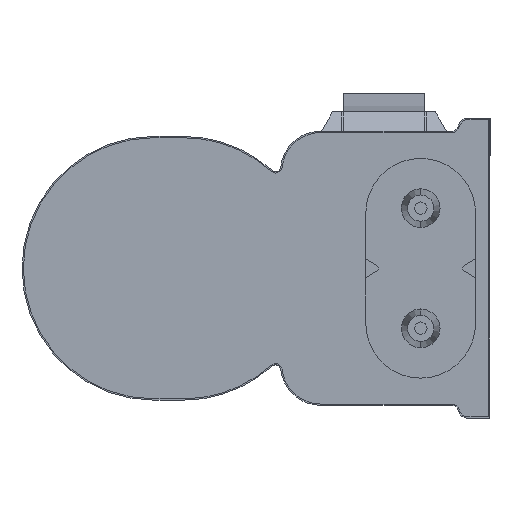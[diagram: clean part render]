
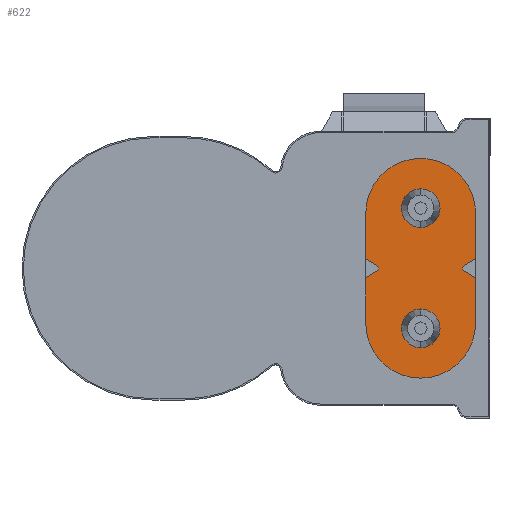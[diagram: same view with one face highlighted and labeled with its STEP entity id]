
A CAD part, left-side view. The second image highlights one B-rep face of the part: STEP entity #622.
In plain terms, the highlighted planar face has unit normal (-1, 0, 0).
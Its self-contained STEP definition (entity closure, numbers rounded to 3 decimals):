
#1 = CARTESIAN_POINT ( 'NONE',  ( -577., 5.263, 4.25 ) ) ;
#18 = DIRECTION ( 'NONE',  ( -1., 0., 0. ) ) ;
#40 = LINE ( 'NONE', #3970, #2530 ) ;
#59 = DIRECTION ( 'NONE',  ( 0., 0., -1. ) ) ;
#63 = CARTESIAN_POINT ( 'NONE',  ( -577., 5.263, 3.148 ) ) ;
#138 = AXIS2_PLACEMENT_3D ( 'NONE', #442, #2727, #767 ) ;
#177 = DIRECTION ( 'NONE',  ( 0., 0., -1. ) ) ;
#185 = ORIENTED_EDGE ( 'NONE', *, *, #2608, .F. ) ;
#202 = AXIS2_PLACEMENT_3D ( 'NONE', #2504, #550, #2827 ) ;
#219 = CARTESIAN_POINT ( 'NONE',  ( -577., 9.513, -0.75 ) ) ;
#248 = VERTEX_POINT ( 'NONE', #2442 ) ;
#277 = DIRECTION ( 'NONE',  ( 0., 0.848, 0.53 ) ) ;
#286 = ORIENTED_EDGE ( 'NONE', *, *, #572, .T. ) ;
#288 = VECTOR ( 'NONE', #4149, 1000. ) ;
#365 = VECTOR ( 'NONE', #2637, 1000. ) ;
#384 = ORIENTED_EDGE ( 'NONE', *, *, #2690, .T. ) ;
#397 = CIRCLE ( 'NONE', #202, 1.5 ) ;
#412 = CARTESIAN_POINT ( 'NONE',  ( -577., 9.513, -4.25 ) ) ;
#428 = DIRECTION ( 'NONE',  ( 0., -0.848, -0.53 ) ) ;
#442 = CARTESIAN_POINT ( 'NONE',  ( -577., 5.263, 4.648 ) ) ;
#465 = LINE ( 'NONE', #683, #365 ) ;
#516 = EDGE_CURVE ( 'NONE', #1376, #4023, #1887, .T. ) ;
#528 = ORIENTED_EDGE ( 'NONE', *, *, #3844, .F. ) ;
#550 = DIRECTION ( 'NONE',  ( -1., 0., 0. ) ) ;
#572 = EDGE_CURVE ( 'NONE', #1053, #3050, #922, .T. ) ;
#622 = ADVANCED_FACE ( 'NONE', ( #4003, #1585, #2380 ), #1978, .T. ) ;
#624 = CARTESIAN_POINT ( 'NONE',  ( -577., 5.263, 4.25 ) ) ;
#683 = CARTESIAN_POINT ( 'NONE',  ( -577., 1.013, 4.25 ) ) ;
#766 = CIRCLE ( 'NONE', #4190, 1.5 ) ;
#767 = DIRECTION ( 'NONE',  ( 0., 0., 1. ) ) ;
#795 = CARTESIAN_POINT ( 'NONE',  ( -577., 5.263, 8.5 ) ) ;
#819 = CIRCLE ( 'NONE', #2284, 0.2 ) ;
#857 = CARTESIAN_POINT ( 'NONE',  ( -577., 8.584, 0.17 ) ) ;
#922 = LINE ( 'NONE', #3232, #1705 ) ;
#941 = CARTESIAN_POINT ( 'NONE',  ( -577., 5.263, -4.648 ) ) ;
#954 = DIRECTION ( 'NONE',  ( 0., 0., -1. ) ) ;
#991 = CARTESIAN_POINT ( 'NONE',  ( -577., 1.942, -0.17 ) ) ;
#1026 = EDGE_CURVE ( 'NONE', #2429, #248, #819, .T. ) ;
#1053 = VERTEX_POINT ( 'NONE', #2370 ) ;
#1097 = AXIS2_PLACEMENT_3D ( 'NONE', #3828, #1872, #4154 ) ;
#1110 = CIRCLE ( 'NONE', #138, 1.5 ) ;
#1118 = CARTESIAN_POINT ( 'NONE',  ( -577., 5.263, -6.148 ) ) ;
#1172 = VERTEX_POINT ( 'NONE', #3594 ) ;
#1206 = CIRCLE ( 'NONE', #1720, 1.5 ) ;
#1259 = AXIS2_PLACEMENT_3D ( 'NONE', #1, #18, #2306 ) ;
#1270 = DIRECTION ( 'NONE',  ( 0., 0., 1. ) ) ;
#1358 = EDGE_LOOP ( 'NONE', ( #2773, #528 ) ) ;
#1376 = VERTEX_POINT ( 'NONE', #1975 ) ;
#1399 = VERTEX_POINT ( 'NONE', #1987 ) ;
#1429 = DIRECTION ( 'NONE',  ( 1., 0., 0. ) ) ;
#1491 = EDGE_LOOP ( 'NONE', ( #185, #2282 ) ) ;
#1520 = LINE ( 'NONE', #3876, #4036 ) ;
#1585 = FACE_BOUND ( 'NONE', #1358, .T. ) ;
#1607 = DIRECTION ( 'NONE',  ( 0., 0., -1. ) ) ;
#1613 = CARTESIAN_POINT ( 'NONE',  ( -577., 5.263, -4.648 ) ) ;
#1624 = ORIENTED_EDGE ( 'NONE', *, *, #3223, .F. ) ;
#1693 = ORIENTED_EDGE ( 'NONE', *, *, #3975, .F. ) ;
#1705 = VECTOR ( 'NONE', #1940, 1000. ) ;
#1720 = AXIS2_PLACEMENT_3D ( 'NONE', #941, #3219, #1270 ) ;
#1801 = EDGE_CURVE ( 'NONE', #3356, #3050, #465, .T. ) ;
#1872 = DIRECTION ( 'NONE',  ( 1., 0., 0. ) ) ;
#1887 = CIRCLE ( 'NONE', #3755, 4.25 ) ;
#1910 = CARTESIAN_POINT ( 'NONE',  ( -577., 9.513, 4.25 ) ) ;
#1925 = ORIENTED_EDGE ( 'NONE', *, *, #2207, .F. ) ;
#1940 = DIRECTION ( 'NONE',  ( 0., -0.848, 0.53 ) ) ;
#1948 = DIRECTION ( 'NONE',  ( 0., 0., 1. ) ) ;
#1961 = ORIENTED_EDGE ( 'NONE', *, *, #4050, .T. ) ;
#1975 = CARTESIAN_POINT ( 'NONE',  ( -577., 1.013, -4.25 ) ) ;
#1978 = PLANE ( 'NONE',  #1259 ) ;
#1987 = CARTESIAN_POINT ( 'NONE',  ( -577., 9.513, 0.75 ) ) ;
#1989 = LINE ( 'NONE', #2236, #3726 ) ;
#2019 = DIRECTION ( 'NONE',  ( 1., 0., 0. ) ) ;
#2054 = CARTESIAN_POINT ( 'NONE',  ( -577., 9.513, 0.75 ) ) ;
#2104 = CARTESIAN_POINT ( 'NONE',  ( -577., 1.013, -0.75 ) ) ;
#2137 = DIRECTION ( 'NONE',  ( 1., 0., 0. ) ) ;
#2146 = EDGE_LOOP ( 'NONE', ( #384, #3188, #286, #3245, #3452, #1693, #1624, #1961, #3031, #4007, #2673, #3896, #1925 ) ) ;
#2207 = EDGE_CURVE ( 'NONE', #3683, #1376, #1520, .T. ) ;
#2236 = CARTESIAN_POINT ( 'NONE',  ( -577., 1.013, -0.75 ) ) ;
#2282 = ORIENTED_EDGE ( 'NONE', *, *, #2696, .F. ) ;
#2284 = AXIS2_PLACEMENT_3D ( 'NONE', #3965, #2019, #59 ) ;
#2306 = DIRECTION ( 'NONE',  ( 0., 0., -1. ) ) ;
#2370 = CARTESIAN_POINT ( 'NONE',  ( -577., 1.942, 0.17 ) ) ;
#2371 = VERTEX_POINT ( 'NONE', #4090 ) ;
#2380 = FACE_BOUND ( 'NONE', #1491, .T. ) ;
#2429 = VERTEX_POINT ( 'NONE', #857 ) ;
#2442 = CARTESIAN_POINT ( 'NONE',  ( -577., 8.584, -0.17 ) ) ;
#2471 = EDGE_CURVE ( 'NONE', #248, #2905, #3769, .T. ) ;
#2504 = CARTESIAN_POINT ( 'NONE',  ( -577., 5.263, 4.648 ) ) ;
#2530 = VECTOR ( 'NONE', #3651, 1000. ) ;
#2608 = EDGE_CURVE ( 'NONE', #1172, #4141, #766, .T. ) ;
#2624 = AXIS2_PLACEMENT_3D ( 'NONE', #624, #2898, #954 ) ;
#2637 = DIRECTION ( 'NONE',  ( 0., 0., -1. ) ) ;
#2673 = ORIENTED_EDGE ( 'NONE', *, *, #3468, .F. ) ;
#2690 = EDGE_CURVE ( 'NONE', #3683, #3519, #1989, .T. ) ;
#2696 = EDGE_CURVE ( 'NONE', #4141, #1172, #1206, .T. ) ;
#2727 = DIRECTION ( 'NONE',  ( -1., 0., 0. ) ) ;
#2773 = ORIENTED_EDGE ( 'NONE', *, *, #4059, .F. ) ;
#2827 = DIRECTION ( 'NONE',  ( 0., 0., 1. ) ) ;
#2898 = DIRECTION ( 'NONE',  ( 1., 0., 0. ) ) ;
#2905 = VERTEX_POINT ( 'NONE', #3013 ) ;
#2934 = LINE ( 'NONE', #2054, #3611 ) ;
#3013 = CARTESIAN_POINT ( 'NONE',  ( -577., 9.513, -0.75 ) ) ;
#3031 = ORIENTED_EDGE ( 'NONE', *, *, #1026, .T. ) ;
#3050 = VERTEX_POINT ( 'NONE', #3878 ) ;
#3082 = CIRCLE ( 'NONE', #3576, 4.25 ) ;
#3188 = ORIENTED_EDGE ( 'NONE', *, *, #3881, .T. ) ;
#3219 = DIRECTION ( 'NONE',  ( -1., 0., 0. ) ) ;
#3223 = EDGE_CURVE ( 'NONE', #1399, #3436, #40, .T. ) ;
#3232 = CARTESIAN_POINT ( 'NONE',  ( -577., 1.013, 0.75 ) ) ;
#3245 = ORIENTED_EDGE ( 'NONE', *, *, #1801, .F. ) ;
#3247 = VECTOR ( 'NONE', #3561, 1000. ) ;
#3356 = VERTEX_POINT ( 'NONE', #3495 ) ;
#3386 = CARTESIAN_POINT ( 'NONE',  ( -577., 5.263, -4.25 ) ) ;
#3436 = VERTEX_POINT ( 'NONE', #1910 ) ;
#3447 = LINE ( 'NONE', #3887, #3247 ) ;
#3452 = ORIENTED_EDGE ( 'NONE', *, *, #3744, .F. ) ;
#3468 = EDGE_CURVE ( 'NONE', #4023, #2905, #3447, .T. ) ;
#3495 = CARTESIAN_POINT ( 'NONE',  ( -577., 1.013, 4.25 ) ) ;
#3519 = VERTEX_POINT ( 'NONE', #991 ) ;
#3547 = CIRCLE ( 'NONE', #1097, 0.2 ) ;
#3561 = DIRECTION ( 'NONE',  ( 0., 0., 1. ) ) ;
#3576 = AXIS2_PLACEMENT_3D ( 'NONE', #4097, #2137, #177 ) ;
#3594 = CARTESIAN_POINT ( 'NONE',  ( -577., 5.263, -3.148 ) ) ;
#3611 = VECTOR ( 'NONE', #428, 1000. ) ;
#3651 = DIRECTION ( 'NONE',  ( 0., 0., 1. ) ) ;
#3675 = VERTEX_POINT ( 'NONE', #795 ) ;
#3683 = VERTEX_POINT ( 'NONE', #2104 ) ;
#3717 = DIRECTION ( 'NONE',  ( 0., 0., -1. ) ) ;
#3726 = VECTOR ( 'NONE', #277, 1000. ) ;
#3744 = EDGE_CURVE ( 'NONE', #3675, #3356, #3082, .T. ) ;
#3755 = AXIS2_PLACEMENT_3D ( 'NONE', #3386, #1429, #3717 ) ;
#3769 = LINE ( 'NONE', #219, #288 ) ;
#3828 = CARTESIAN_POINT ( 'NONE',  ( -577., 1.836, 0. ) ) ;
#3844 = EDGE_CURVE ( 'NONE', #2371, #4002, #397, .T. ) ;
#3876 = CARTESIAN_POINT ( 'NONE',  ( -577., 1.013, 4.25 ) ) ;
#3878 = CARTESIAN_POINT ( 'NONE',  ( -577., 1.013, 0.75 ) ) ;
#3881 = EDGE_CURVE ( 'NONE', #3519, #1053, #3547, .T. ) ;
#3887 = CARTESIAN_POINT ( 'NONE',  ( -577., 9.513, 4.25 ) ) ;
#3896 = ORIENTED_EDGE ( 'NONE', *, *, #516, .F. ) ;
#3898 = DIRECTION ( 'NONE',  ( -1., 0., 0. ) ) ;
#3965 = CARTESIAN_POINT ( 'NONE',  ( -577., 8.69, 0. ) ) ;
#3970 = CARTESIAN_POINT ( 'NONE',  ( -577., 9.513, 4.25 ) ) ;
#3975 = EDGE_CURVE ( 'NONE', #3436, #3675, #4022, .T. ) ;
#4002 = VERTEX_POINT ( 'NONE', #63 ) ;
#4003 = FACE_OUTER_BOUND ( 'NONE', #2146, .T. ) ;
#4007 = ORIENTED_EDGE ( 'NONE', *, *, #2471, .T. ) ;
#4022 = CIRCLE ( 'NONE', #2624, 4.25 ) ;
#4023 = VERTEX_POINT ( 'NONE', #412 ) ;
#4036 = VECTOR ( 'NONE', #1607, 1000. ) ;
#4050 = EDGE_CURVE ( 'NONE', #1399, #2429, #2934, .T. ) ;
#4059 = EDGE_CURVE ( 'NONE', #4002, #2371, #1110, .T. ) ;
#4090 = CARTESIAN_POINT ( 'NONE',  ( -577., 5.263, 6.148 ) ) ;
#4097 = CARTESIAN_POINT ( 'NONE',  ( -577., 5.263, 4.25 ) ) ;
#4141 = VERTEX_POINT ( 'NONE', #1118 ) ;
#4149 = DIRECTION ( 'NONE',  ( 0., 0.848, -0.53 ) ) ;
#4154 = DIRECTION ( 'NONE',  ( 0., 0., 1. ) ) ;
#4190 = AXIS2_PLACEMENT_3D ( 'NONE', #1613, #3898, #1948 ) ;
